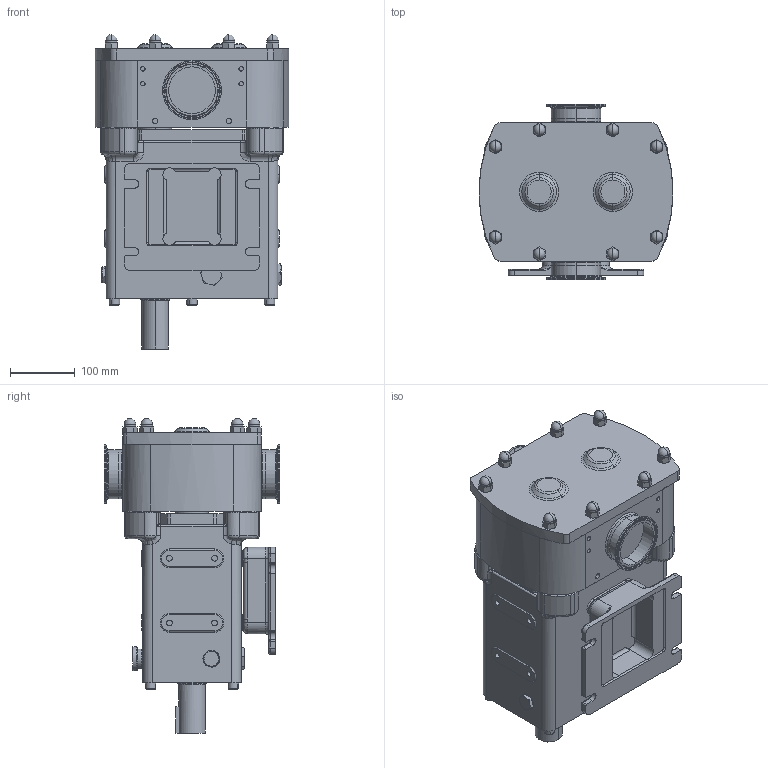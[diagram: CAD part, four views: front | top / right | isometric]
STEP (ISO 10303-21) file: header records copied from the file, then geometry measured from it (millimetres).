
FILE_DESCRIPTION (( 'STEP AP214' ), '1' );
FILE_NAME ('GA3704.STEP', '2024-11-06T20:51:21', ( '' ), ( '' ), 'SwSTEP 2.0', 'SolidWorks 2023', '' );
FILE_SCHEMA (( 'AUTOMOTIVE_DESIGN' ));
Length unit declared in the file: millimetre
Products named in the file (3): GA3704; Copy of R1300 CPP V LHD^GA3704; Copy of RA94-5121-55M^GA3704
Assembly tree (3 placements, depth 2):
  GA3704
    Copy of R1300 CPP V LHD^GA3704
    Copy of RA94-5121-55M^GA3704  x2
Bounding box: 300 x 272 x 487 mm (x, y, z)
Volume: 18665829.8 mm3; surface area: 708203.1 mm2
Topology: 3 solids, 3 shells, 937 faces, 2231 edges, 1315 vertices
Faces by surface type: plane 290, cylinder 277, cone 168, torus 112, bspline 66, sphere 24
Entity records: 29744 total; most frequent: CARTESIAN_POINT 9084, DIRECTION 4468, ORIENTED_EDGE 4238, EDGE_CURVE 2119, AXIS2_PLACEMENT_3D 1825, VERTEX_POINT 1271, EDGE_LOOP 984, CIRCLE 973
